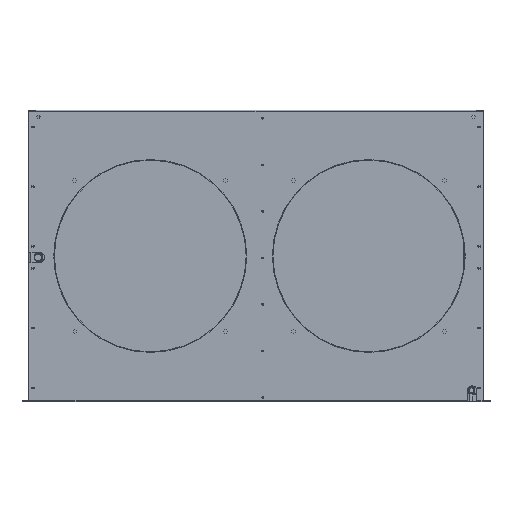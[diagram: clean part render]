
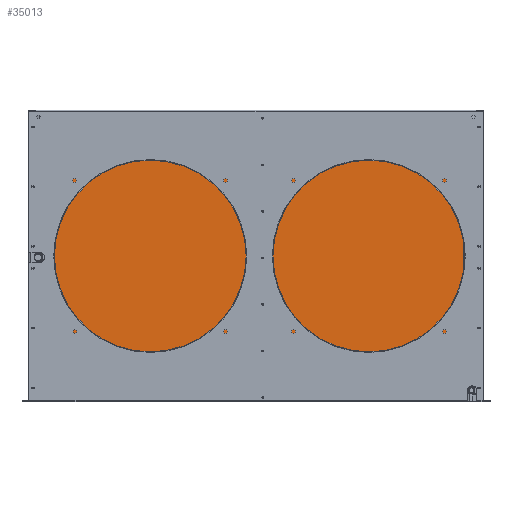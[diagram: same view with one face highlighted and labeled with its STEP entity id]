
A CAD part, top view. The second image highlights one B-rep face of the part: STEP entity #35013.
In plain terms, the highlighted face is planar.
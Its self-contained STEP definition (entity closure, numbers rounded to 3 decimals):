
#776 = LINE ( 'NONE', #16255, #2564 ) ;
#1919 = CARTESIAN_POINT ( 'NONE',  ( -12.7, -21., 0. ) ) ;
#1935 = EDGE_CURVE ( 'NONE', #24874, #10106, #776, .T. ) ;
#2433 = DIRECTION ( 'NONE',  ( 0., 1., 0. ) ) ;
#2564 = VECTOR ( 'NONE', #16475, 1000. ) ;
#4192 = DIRECTION ( 'NONE',  ( 0., 0., -1. ) ) ;
#5398 = FACE_OUTER_BOUND ( 'NONE', #41169, .T. ) ;
#8682 = ORIENTED_EDGE ( 'NONE', *, *, #33105, .F. ) ;
#8802 = VECTOR ( 'NONE', #41126, 1000. ) ;
#9128 = ORIENTED_EDGE ( 'NONE', *, *, #1935, .T. ) ;
#10106 = VERTEX_POINT ( 'NONE', #21762 ) ;
#10215 = ORIENTED_EDGE ( 'NONE', *, *, #15435, .F. ) ;
#12215 = CARTESIAN_POINT ( 'NONE',  ( -12.7, -1347.1, 913.55 ) ) ;
#14368 = VECTOR ( 'NONE', #4192, 1000. ) ;
#14585 = LINE ( 'NONE', #17535, #14368 ) ;
#15435 = EDGE_CURVE ( 'NONE', #40409, #10106, #28493, .T. ) ;
#16255 = CARTESIAN_POINT ( 'NONE',  ( -12.7, -21., 0. ) ) ;
#16475 = DIRECTION ( 'NONE',  ( 0., -1., 0. ) ) ;
#16585 = ORIENTED_EDGE ( 'NONE', *, *, #30217, .T. ) ;
#17535 = CARTESIAN_POINT ( 'NONE',  ( -12.7, -21., 913.55 ) ) ;
#18330 = PLANE ( 'NONE',  #36859 ) ;
#20836 = LINE ( 'NONE', #33742, #39256 ) ;
#21762 = CARTESIAN_POINT ( 'NONE',  ( -12.7, -1347.1, 0. ) ) ;
#24874 = VERTEX_POINT ( 'NONE', #1919 ) ;
#25109 = CARTESIAN_POINT ( 'NONE',  ( -12.7, -21., 913.55 ) ) ;
#28493 = LINE ( 'NONE', #12215, #8802 ) ;
#30103 = CARTESIAN_POINT ( 'NONE',  ( -12.7, -1347.1, 913.55 ) ) ;
#30217 = EDGE_CURVE ( 'NONE', #39660, #24874, #14585, .T. ) ;
#31460 = DIRECTION ( 'NONE',  ( 1., 0., 0. ) ) ;
#33105 = EDGE_CURVE ( 'NONE', #39660, #40409, #20836, .T. ) ;
#33742 = CARTESIAN_POINT ( 'NONE',  ( -12.7, -21., 913.55 ) ) ;
#35013 = ADVANCED_FACE ( 'NONE', ( #5398 ), #18330, .F. ) ;
#36859 = AXIS2_PLACEMENT_3D ( 'NONE', #37764, #31460, #2433 ) ;
#37744 = DIRECTION ( 'NONE',  ( 0., -1., 0. ) ) ;
#37764 = CARTESIAN_POINT ( 'NONE',  ( -12.7, -21., 913.55 ) ) ;
#39256 = VECTOR ( 'NONE', #37744, 1000. ) ;
#39660 = VERTEX_POINT ( 'NONE', #25109 ) ;
#40409 = VERTEX_POINT ( 'NONE', #30103 ) ;
#41126 = DIRECTION ( 'NONE',  ( 0., 0., -1. ) ) ;
#41169 = EDGE_LOOP ( 'NONE', ( #9128, #10215, #8682, #16585 ) ) ;
